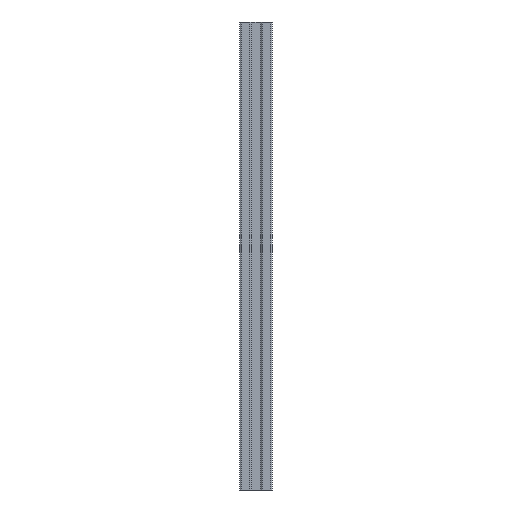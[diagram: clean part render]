
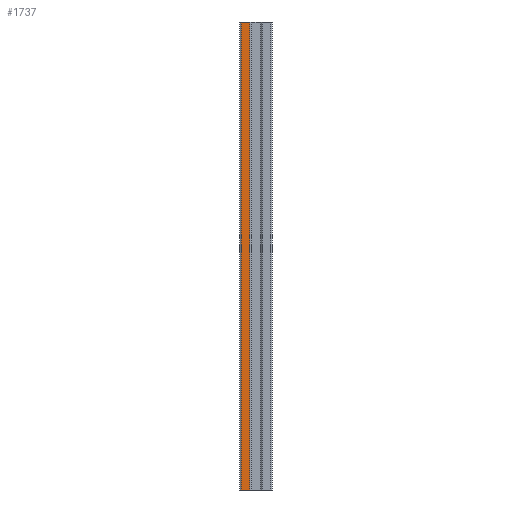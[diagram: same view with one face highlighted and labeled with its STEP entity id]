
A CAD part, left-side view. The second image highlights one B-rep face of the part: STEP entity #1737.
In plain terms, the highlighted planar face has unit normal (-1, 0, 0).
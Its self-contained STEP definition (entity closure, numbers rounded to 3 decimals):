
#22=PLANE('',#1844);
#77=FACE_OUTER_BOUND('',#168,.T.);
#168=EDGE_LOOP('',(#1184,#1185,#1186,#1187));
#274=LINE('',#2575,#467);
#275=LINE('',#2577,#468);
#276=LINE('',#2579,#469);
#277=LINE('',#2580,#470);
#467=VECTOR('',#2040,10.);
#468=VECTOR('',#2041,1000.);
#469=VECTOR('',#2042,1000.);
#470=VECTOR('',#2043,1000.);
#733=VERTEX_POINT('',#2573);
#734=VERTEX_POINT('',#2574);
#735=VERTEX_POINT('',#2576);
#736=VERTEX_POINT('',#2578);
#914=EDGE_CURVE('',#733,#734,#274,.F.);
#915=EDGE_CURVE('',#734,#735,#275,.T.);
#916=EDGE_CURVE('',#736,#735,#276,.T.);
#917=EDGE_CURVE('',#733,#736,#277,.T.);
#1184=ORIENTED_EDGE('',*,*,#914,.T.);
#1185=ORIENTED_EDGE('',*,*,#915,.T.);
#1186=ORIENTED_EDGE('',*,*,#916,.F.);
#1187=ORIENTED_EDGE('',*,*,#917,.F.);
#1737=ADVANCED_FACE('',(#77),#22,.T.);
#1844=AXIS2_PLACEMENT_3D('',#2572,#2038,#2039);
#2038=DIRECTION('center_axis',(-1.,0.,0.));
#2039=DIRECTION('ref_axis',(0.,-1.,0.));
#2040=DIRECTION('',(0.,-1.,0.));
#2041=DIRECTION('',(0.,0.,-1.));
#2042=DIRECTION('',(0.,1.,0.));
#2043=DIRECTION('',(0.,0.,-1.));
#2572=CARTESIAN_POINT('Origin',(-10.,0.,250.));
#2573=CARTESIAN_POINT('',(-10.,3.8,40.));
#2574=CARTESIAN_POINT('',(-10.,9.,40.));
#2575=CARTESIAN_POINT('',(-10.,0.,40.));
#2576=CARTESIAN_POINT('',(-10.,9.,-250.));
#2577=CARTESIAN_POINT('',(-10.,9.,250.));
#2578=CARTESIAN_POINT('',(-10.,3.8,-250.));
#2579=CARTESIAN_POINT('',(-10.,0.,-250.));
#2580=CARTESIAN_POINT('',(-10.,3.8,250.));
